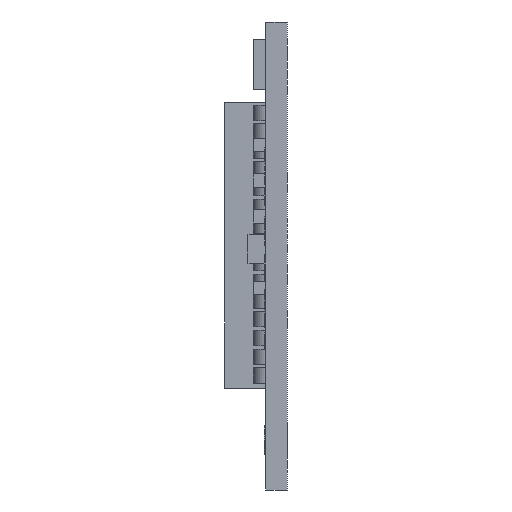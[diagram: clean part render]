
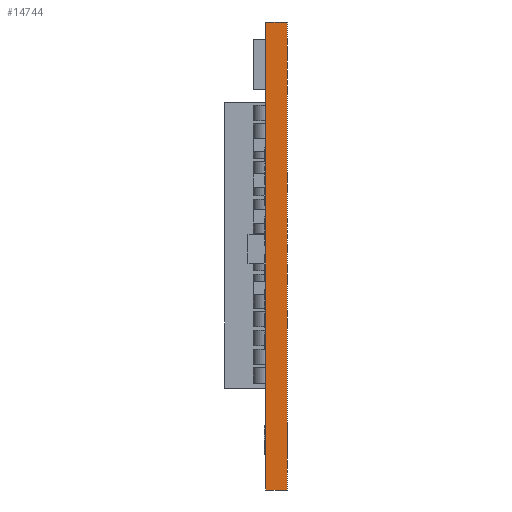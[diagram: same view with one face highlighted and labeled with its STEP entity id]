
A CAD part, left-side view. The second image highlights one B-rep face of the part: STEP entity #14744.
In plain terms, the highlighted planar face has unit normal (-1, 0, 0).
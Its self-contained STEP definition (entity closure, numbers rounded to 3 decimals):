
#1220 = LINE ( 'NONE', #5313, #25777 ) ;
#2553 = PLANE ( 'NONE',  #10768 ) ;
#2563 = EDGE_LOOP ( 'NONE', ( #3826, #17233, #17288, #18976 ) ) ;
#2678 = FACE_OUTER_BOUND ( 'NONE', #2563, .T. ) ;
#2742 = VERTEX_POINT ( 'NONE', #20640 ) ;
#2770 = VERTEX_POINT ( 'NONE', #13350 ) ;
#2858 = CARTESIAN_POINT ( 'NONE',  ( -38.697, 1.2, -4.5 ) ) ;
#3826 = ORIENTED_EDGE ( 'NONE', *, *, #19157, .T. ) ;
#3913 = CARTESIAN_POINT ( 'NONE',  ( -38.697, 1.2, 21.7 ) ) ;
#3916 = CARTESIAN_POINT ( 'NONE',  ( -38.697, 0., 21.7 ) ) ;
#5313 = CARTESIAN_POINT ( 'NONE',  ( -38.697, 1.2, 21.7 ) ) ;
#6032 = DIRECTION ( 'NONE',  ( 0., 0., 1. ) ) ;
#8792 = LINE ( 'NONE', #11158, #11620 ) ;
#10768 = AXIS2_PLACEMENT_3D ( 'NONE', #21494, #15166, #15440 ) ;
#11158 = CARTESIAN_POINT ( 'NONE',  ( -38.697, 1.2, -4.5 ) ) ;
#11620 = VECTOR ( 'NONE', #19258, 1000. ) ;
#12019 = LINE ( 'NONE', #3916, #24491 ) ;
#13350 = CARTESIAN_POINT ( 'NONE',  ( -38.697, 0., -4.5 ) ) ;
#13412 = DIRECTION ( 'NONE',  ( 0., 0., 1. ) ) ;
#14744 = ADVANCED_FACE ( 'NONE', ( #2678 ), #2553, .F. ) ;
#15166 = DIRECTION ( 'NONE',  ( 1., 0., 0. ) ) ;
#15440 = DIRECTION ( 'NONE',  ( 0., 0., -1. ) ) ;
#16173 = LINE ( 'NONE', #3913, #20361 ) ;
#16215 = EDGE_CURVE ( 'NONE', #25303, #2770, #8792, .T. ) ;
#17233 = ORIENTED_EDGE ( 'NONE', *, *, #25921, .F. ) ;
#17288 = ORIENTED_EDGE ( 'NONE', *, *, #20587, .F. ) ;
#18976 = ORIENTED_EDGE ( 'NONE', *, *, #16215, .T. ) ;
#19157 = EDGE_CURVE ( 'NONE', #2770, #25740, #12019, .T. ) ;
#19258 = DIRECTION ( 'NONE',  ( 0., -1., 0. ) ) ;
#20341 = DIRECTION ( 'NONE',  ( 0., -1., 0. ) ) ;
#20361 = VECTOR ( 'NONE', #20341, 1000. ) ;
#20587 = EDGE_CURVE ( 'NONE', #25303, #2742, #1220, .T. ) ;
#20640 = CARTESIAN_POINT ( 'NONE',  ( -38.697, 1.2, 21.7 ) ) ;
#21494 = CARTESIAN_POINT ( 'NONE',  ( -38.697, 1.2, 21.7 ) ) ;
#24491 = VECTOR ( 'NONE', #6032, 1000. ) ;
#24999 = CARTESIAN_POINT ( 'NONE',  ( -38.697, 0., 21.7 ) ) ;
#25303 = VERTEX_POINT ( 'NONE', #2858 ) ;
#25740 = VERTEX_POINT ( 'NONE', #24999 ) ;
#25777 = VECTOR ( 'NONE', #13412, 1000. ) ;
#25921 = EDGE_CURVE ( 'NONE', #2742, #25740, #16173, .T. ) ;
